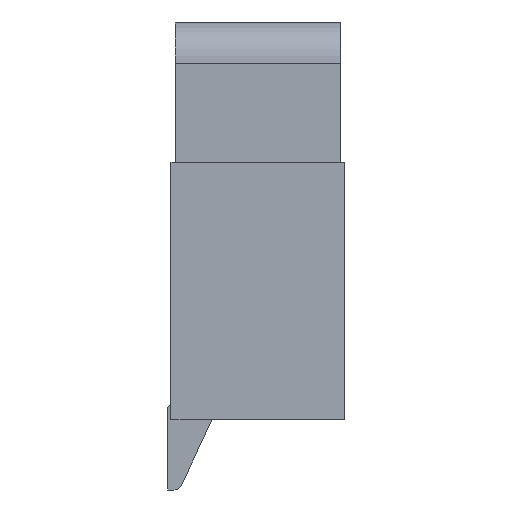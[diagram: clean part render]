
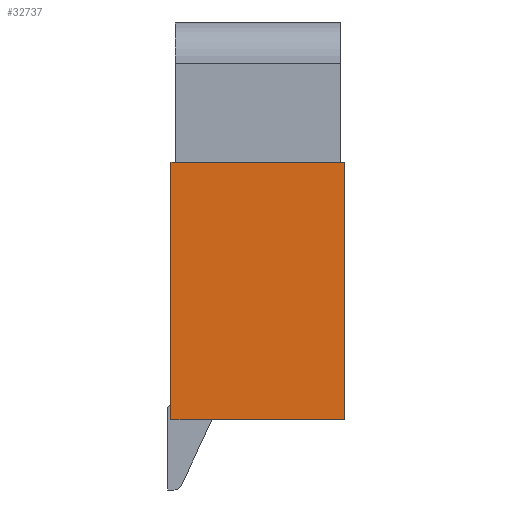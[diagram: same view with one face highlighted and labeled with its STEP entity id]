
A CAD part, left-side view. The second image highlights one B-rep face of the part: STEP entity #32737.
In plain terms, the highlighted planar face has unit normal (-1, 0, 0).
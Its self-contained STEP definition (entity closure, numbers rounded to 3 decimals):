
#6829=ORIENTED_EDGE('',*,*,#13753,.T.);
#6830=ORIENTED_EDGE('',*,*,#13747,.F.);
#6831=ORIENTED_EDGE('',*,*,#13743,.F.);
#6832=ORIENTED_EDGE('',*,*,#13754,.F.);
#6833=ORIENTED_EDGE('',*,*,#13755,.F.);
#6834=ORIENTED_EDGE('',*,*,#13750,.T.);
#13743=EDGE_CURVE('',#17507,#17498,#21414,.T.);
#13747=EDGE_CURVE('',#17498,#17509,#21418,.T.);
#13750=EDGE_CURVE('',#17512,#17511,#21421,.T.);
#13753=EDGE_CURVE('',#17511,#17509,#21424,.T.);
#13754=EDGE_CURVE('',#17514,#17507,#21425,.T.);
#13755=EDGE_CURVE('',#17512,#17514,#21426,.T.);
#17498=VERTEX_POINT('',#50885);
#17507=VERTEX_POINT('',#50918);
#17509=VERTEX_POINT('',#50927);
#17511=VERTEX_POINT('',#50932);
#17512=VERTEX_POINT('',#50934);
#17514=VERTEX_POINT('',#50941);
#21414=LINE('',#50919,#25897);
#21418=LINE('',#50926,#25901);
#21421=LINE('',#50933,#25904);
#21424=LINE('',#50939,#25907);
#21425=LINE('',#50940,#25908);
#21426=LINE('',#50942,#25909);
#25897=VECTOR('',#41337,1000.);
#25901=VECTOR('',#41345,1000.);
#25904=VECTOR('',#41350,1000.);
#25907=VECTOR('',#41355,1000.);
#25908=VECTOR('',#41356,1000.);
#25909=VECTOR('',#41357,1000.);
#28080=EDGE_LOOP('',(#6829,#6830,#6831,#6832,#6833,#6834));
#29683=FACE_BOUND('',#28080,.T.);
#31134=PLANE('',#34671);
#32737=ADVANCED_FACE('',(#29683),#31134,.F.);
#34671=AXIS2_PLACEMENT_3D('',#50938,#41353,#41354);
#41337=DIRECTION('',(0.,-1.,0.));
#41345=DIRECTION('',(0.,-1.,0.));
#41350=DIRECTION('',(0.,-1.,0.));
#41353=DIRECTION('',(1.,0.,0.));
#41354=DIRECTION('',(0.,0.,-1.));
#41355=DIRECTION('',(0.,0.,1.));
#41356=DIRECTION('',(0.,-1.,0.));
#41357=DIRECTION('',(0.,0.,1.));
#50885=CARTESIAN_POINT('',(-14.575,0.,-1.7));
#50918=CARTESIAN_POINT('',(-14.575,2.,-1.7));
#50919=CARTESIAN_POINT('',(-14.575,2.05,-1.7));
#50926=CARTESIAN_POINT('',(-14.575,2.05,-1.7));
#50927=CARTESIAN_POINT('',(-14.575,-0.05,-1.7));
#50932=CARTESIAN_POINT('',(-14.575,-0.05,-4.82));
#50933=CARTESIAN_POINT('',(-14.575,2.05,-4.82));
#50934=CARTESIAN_POINT('',(-14.575,2.05,-4.82));
#50938=CARTESIAN_POINT('',(-14.575,2.05,-4.82));
#50939=CARTESIAN_POINT('',(-14.575,-0.05,-4.82));
#50940=CARTESIAN_POINT('',(-14.575,2.05,-1.7));
#50941=CARTESIAN_POINT('',(-14.575,2.05,-1.7));
#50942=CARTESIAN_POINT('',(-14.575,2.05,-4.82));
